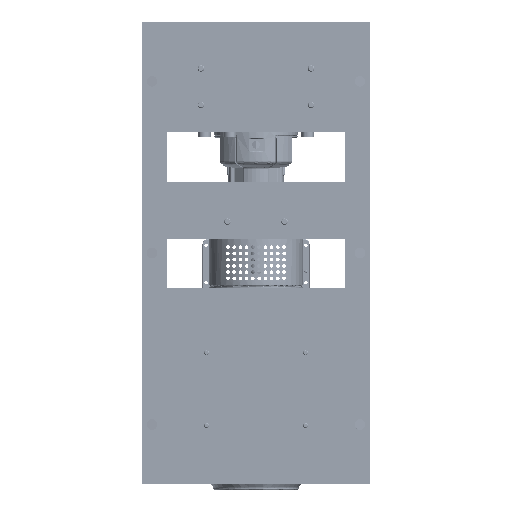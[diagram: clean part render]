
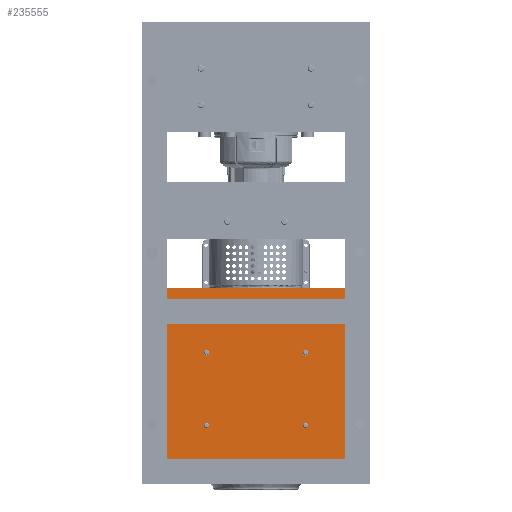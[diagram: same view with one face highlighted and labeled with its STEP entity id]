
A CAD part, front view. The second image highlights one B-rep face of the part: STEP entity #235555.
In plain terms, the highlighted planar face has unit normal (0, -1, 0).
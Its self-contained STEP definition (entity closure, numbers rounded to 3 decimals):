
#3488 = CARTESIAN_POINT ( 'NONE',  ( -2.968, 0., -3.75 ) ) ;
#7277 = DIRECTION ( 'NONE',  ( 0., 0., 1. ) ) ;
#7734 = CARTESIAN_POINT ( 'NONE',  ( 0., 0., 0. ) ) ;
#8296 = AXIS2_PLACEMENT_3D ( 'NONE', #313899, #180933, #149094 ) ;
#10575 = AXIS2_PLACEMENT_3D ( 'NONE', #169661, #27974, #113015 ) ;
#11044 = CARTESIAN_POINT ( 'NONE',  ( 2.532, 0., 3.75 ) ) ;
#12917 = LINE ( 'NONE', #121008, #335882 ) ;
#13034 = DIRECTION ( 'NONE',  ( 0., -1., 0. ) ) ;
#14783 = DIRECTION ( 'NONE',  ( 0., 0., 1. ) ) ;
#15575 = CARTESIAN_POINT ( 'NONE',  ( -7.25, 0., -8.29 ) ) ;
#27974 = DIRECTION ( 'NONE',  ( 0., -1., 0. ) ) ;
#35162 = EDGE_LOOP ( 'NONE', ( #272484, #322583 ) ) ;
#36876 = DIRECTION ( 'NONE',  ( 0., 0., 1. ) ) ;
#37664 = CIRCLE ( 'NONE', #128254, 0.205 ) ;
#37742 = CARTESIAN_POINT ( 'NONE',  ( 2.122, 0., 3.75 ) ) ;
#41255 = DIRECTION ( 'NONE',  ( 0., 0., 1. ) ) ;
#46037 = EDGE_CURVE ( 'NONE', #139658, #212625, #308700, .T. ) ;
#46810 = CARTESIAN_POINT ( 'NONE',  ( 2.532, 0., -3.75 ) ) ;
#48452 = AXIS2_PLACEMENT_3D ( 'NONE', #7734, #243569, #115820 ) ;
#49125 = VECTOR ( 'NONE', #237582, 39.37 ) ;
#50127 = ORIENTED_EDGE ( 'NONE', *, *, #161940, .F. ) ;
#58717 = DIRECTION ( 'NONE',  ( 0., -1., 0. ) ) ;
#64379 = DIRECTION ( 'NONE',  ( 0., 0., 1. ) ) ;
#72694 = EDGE_CURVE ( 'NONE', #329592, #302925, #344541, .T. ) ;
#74389 = CARTESIAN_POINT ( 'NONE',  ( 2.327, 0., -3.75 ) ) ;
#77842 = VERTEX_POINT ( 'NONE', #3488 ) ;
#85776 = FACE_BOUND ( 'NONE', #116935, .T. ) ;
#87916 = CARTESIAN_POINT ( 'NONE',  ( -7.25, 0., 8.29 ) ) ;
#102268 = ORIENTED_EDGE ( 'NONE', *, *, #249430, .F. ) ;
#106649 = VERTEX_POINT ( 'NONE', #330069 ) ;
#113015 = DIRECTION ( 'NONE',  ( 0., 0., 1. ) ) ;
#114001 = ORIENTED_EDGE ( 'NONE', *, *, #284198, .F. ) ;
#115820 = DIRECTION ( 'NONE',  ( 0., 0., 1. ) ) ;
#116935 = EDGE_LOOP ( 'NONE', ( #279024, #129957 ) ) ;
#119815 = ORIENTED_EDGE ( 'NONE', *, *, #318171, .F. ) ;
#120372 = CARTESIAN_POINT ( 'NONE',  ( 7.25, 0., 8.29 ) ) ;
#121008 = CARTESIAN_POINT ( 'NONE',  ( -7.25, 0., -8.29 ) ) ;
#128254 = AXIS2_PLACEMENT_3D ( 'NONE', #144132, #252234, #64379 ) ;
#129957 = ORIENTED_EDGE ( 'NONE', *, *, #190579, .F. ) ;
#135245 = AXIS2_PLACEMENT_3D ( 'NONE', #245653, #149379, #41255 ) ;
#135475 = FACE_BOUND ( 'NONE', #172719, .T. ) ;
#136950 = AXIS2_PLACEMENT_3D ( 'NONE', #193409, #58717, #7277 ) ;
#138955 = FACE_BOUND ( 'NONE', #292674, .T. ) ;
#139658 = VERTEX_POINT ( 'NONE', #227427 ) ;
#141936 = EDGE_CURVE ( 'NONE', #77842, #201411, #289998, .T. ) ;
#142442 = FACE_OUTER_BOUND ( 'NONE', #253566, .T. ) ;
#144132 = CARTESIAN_POINT ( 'NONE',  ( -3.173, 0., -3.75 ) ) ;
#149094 = DIRECTION ( 'NONE',  ( 0., 0., 1. ) ) ;
#149379 = DIRECTION ( 'NONE',  ( 0., -1., 0. ) ) ;
#152452 = EDGE_CURVE ( 'NONE', #201411, #77842, #37664, .T. ) ;
#161940 = EDGE_CURVE ( 'NONE', #185508, #204482, #251674, .T. ) ;
#167680 = DIRECTION ( 'NONE',  ( 0., 0., -1. ) ) ;
#169661 = CARTESIAN_POINT ( 'NONE',  ( 2.327, 0., 3.75 ) ) ;
#172719 = EDGE_LOOP ( 'NONE', ( #213104, #119815 ) ) ;
#180508 = CARTESIAN_POINT ( 'NONE',  ( -3.173, 0., -3.75 ) ) ;
#180933 = DIRECTION ( 'NONE',  ( 0., -1., 0. ) ) ;
#182652 = LINE ( 'NONE', #343914, #49125 ) ;
#185508 = VERTEX_POINT ( 'NONE', #46810 ) ;
#189592 = CARTESIAN_POINT ( 'NONE',  ( 2.122, 0., -3.75 ) ) ;
#190579 = EDGE_CURVE ( 'NONE', #212625, #139658, #199414, .T. ) ;
#192524 = LINE ( 'NONE', #305854, #226760 ) ;
#193409 = CARTESIAN_POINT ( 'NONE',  ( -3.173, 0., 3.75 ) ) ;
#199414 = CIRCLE ( 'NONE', #136950, 0.205 ) ;
#201411 = VERTEX_POINT ( 'NONE', #311953 ) ;
#204482 = VERTEX_POINT ( 'NONE', #189592 ) ;
#205854 = EDGE_CURVE ( 'NONE', #310806, #213467, #182652, .T. ) ;
#206753 = AXIS2_PLACEMENT_3D ( 'NONE', #308992, #13034, #14783 ) ;
#212625 = VERTEX_POINT ( 'NONE', #241503 ) ;
#213104 = ORIENTED_EDGE ( 'NONE', *, *, #72694, .F. ) ;
#213467 = VERTEX_POINT ( 'NONE', #120372 ) ;
#219505 = CIRCLE ( 'NONE', #135245, 0.205 ) ;
#224525 = VERTEX_POINT ( 'NONE', #303687 ) ;
#226760 = VECTOR ( 'NONE', #167680, 39.37 ) ;
#227427 = CARTESIAN_POINT ( 'NONE',  ( -3.378, 0., 3.75 ) ) ;
#232326 = ORIENTED_EDGE ( 'NONE', *, *, #341795, .F. ) ;
#235555 = ADVANCED_FACE ( 'NONE', ( #138955, #247048, #85776, #135475, #142442 ), #250536, .F. ) ;
#237582 = DIRECTION ( 'NONE',  ( 1., 0., 0. ) ) ;
#241503 = CARTESIAN_POINT ( 'NONE',  ( -2.968, 0., 3.75 ) ) ;
#243569 = DIRECTION ( 'NONE',  ( 0., 1., 0. ) ) ;
#245653 = CARTESIAN_POINT ( 'NONE',  ( 2.327, 0., 3.75 ) ) ;
#247048 = FACE_BOUND ( 'NONE', #35162, .T. ) ;
#249430 = EDGE_CURVE ( 'NONE', #213467, #106649, #192524, .T. ) ;
#250536 = PLANE ( 'NONE',  #48452 ) ;
#251674 = CIRCLE ( 'NONE', #8296, 0.205 ) ;
#252234 = DIRECTION ( 'NONE',  ( 0., -1., 0. ) ) ;
#253566 = EDGE_LOOP ( 'NONE', ( #102268, #272234, #232326, #305622 ) ) ;
#272234 = ORIENTED_EDGE ( 'NONE', *, *, #205854, .F. ) ;
#272484 = ORIENTED_EDGE ( 'NONE', *, *, #152452, .F. ) ;
#279024 = ORIENTED_EDGE ( 'NONE', *, *, #46037, .F. ) ;
#284198 = EDGE_CURVE ( 'NONE', #204482, #185508, #314045, .T. ) ;
#285676 = AXIS2_PLACEMENT_3D ( 'NONE', #74389, #290617, #292351 ) ;
#289998 = CIRCLE ( 'NONE', #335229, 0.205 ) ;
#290617 = DIRECTION ( 'NONE',  ( 0., -1., 0. ) ) ;
#292090 = DIRECTION ( 'NONE',  ( 0., 0., 1. ) ) ;
#292351 = DIRECTION ( 'NONE',  ( 0., 0., 1. ) ) ;
#292674 = EDGE_LOOP ( 'NONE', ( #114001, #50127 ) ) ;
#302925 = VERTEX_POINT ( 'NONE', #11044 ) ;
#303687 = CARTESIAN_POINT ( 'NONE',  ( -7.25, 0., -8.29 ) ) ;
#305622 = ORIENTED_EDGE ( 'NONE', *, *, #329623, .F. ) ;
#305854 = CARTESIAN_POINT ( 'NONE',  ( 7.25, 0., -8.29 ) ) ;
#308700 = CIRCLE ( 'NONE', #206753, 0.205 ) ;
#308992 = CARTESIAN_POINT ( 'NONE',  ( -3.173, 0., 3.75 ) ) ;
#310668 = DIRECTION ( 'NONE',  ( -1., 0., 0. ) ) ;
#310806 = VERTEX_POINT ( 'NONE', #87916 ) ;
#311953 = CARTESIAN_POINT ( 'NONE',  ( -3.378, 0., -3.75 ) ) ;
#313899 = CARTESIAN_POINT ( 'NONE',  ( 2.327, 0., -3.75 ) ) ;
#314045 = CIRCLE ( 'NONE', #285676, 0.205 ) ;
#316955 = DIRECTION ( 'NONE',  ( 0., -1., 0. ) ) ;
#318171 = EDGE_CURVE ( 'NONE', #302925, #329592, #219505, .T. ) ;
#320432 = VECTOR ( 'NONE', #36876, 39.37 ) ;
#322583 = ORIENTED_EDGE ( 'NONE', *, *, #141936, .F. ) ;
#329592 = VERTEX_POINT ( 'NONE', #37742 ) ;
#329623 = EDGE_CURVE ( 'NONE', #106649, #224525, #12917, .T. ) ;
#330069 = CARTESIAN_POINT ( 'NONE',  ( 7.25, 0., -8.29 ) ) ;
#334617 = LINE ( 'NONE', #15575, #320432 ) ;
#335229 = AXIS2_PLACEMENT_3D ( 'NONE', #180508, #316955, #292090 ) ;
#335882 = VECTOR ( 'NONE', #310668, 39.37 ) ;
#341795 = EDGE_CURVE ( 'NONE', #224525, #310806, #334617, .T. ) ;
#343914 = CARTESIAN_POINT ( 'NONE',  ( -7.25, 0., 8.29 ) ) ;
#344541 = CIRCLE ( 'NONE', #10575, 0.205 ) ;
